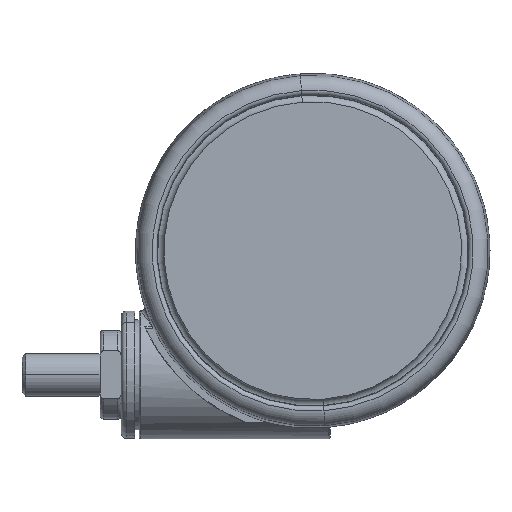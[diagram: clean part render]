
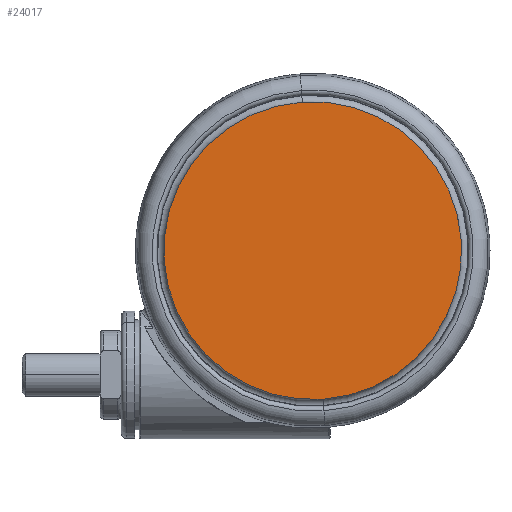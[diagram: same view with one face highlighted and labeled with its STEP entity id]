
A CAD part, left-side view. The second image highlights one B-rep face of the part: STEP entity #24017.
In plain terms, the highlighted face is planar.
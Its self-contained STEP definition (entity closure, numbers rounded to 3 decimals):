
#4065 = AXIS2_PLACEMENT_3D ( 'NONE', #26141, #62057, #26403 ) ;
#5158 = CARTESIAN_POINT ( 'NONE',  ( 0., 0., -65.2 ) ) ;
#9851 = CARTESIAN_POINT ( 'NONE',  ( 2.961, 41.895, -65.2 ) ) ;
#11177 = DIRECTION ( 'NONE',  ( 0.071, 0.998, 0. ) ) ;
#14891 = CARTESIAN_POINT ( 'NONE',  ( -2.961, -41.895, -65.2 ) ) ;
#18419 = CARTESIAN_POINT ( 'NONE',  ( 0., 0., -65.2 ) ) ;
#21863 = CIRCLE ( 'NONE', #74914, 42. ) ;
#24017 = ADVANCED_FACE ( 'NONE', ( #24524 ), #56055, .F. ) ;
#24094 = CIRCLE ( 'NONE', #68525, 42. ) ;
#24381 = DIRECTION ( 'NONE',  ( 0.071, 0.998, 0. ) ) ;
#24524 = FACE_OUTER_BOUND ( 'NONE', #60670, .T. ) ;
#26141 = CARTESIAN_POINT ( 'NONE',  ( 0., 0., -65.2 ) ) ;
#26403 = DIRECTION ( 'NONE',  ( -0.071, -0.998, 0. ) ) ;
#30224 = VERTEX_POINT ( 'NONE', #14891 ) ;
#45400 = ORIENTED_EDGE ( 'NONE', *, *, #71894, .T. ) ;
#46177 = EDGE_CURVE ( 'NONE', #30224, #55931, #21863, .T. ) ;
#46802 = DIRECTION ( 'NONE',  ( 0., 0., -1. ) ) ;
#55931 = VERTEX_POINT ( 'NONE', #9851 ) ;
#56055 = PLANE ( 'NONE',  #4065 ) ;
#60039 = DIRECTION ( 'NONE',  ( 0., 0., -1. ) ) ;
#60670 = EDGE_LOOP ( 'NONE', ( #45400, #76275 ) ) ;
#62057 = DIRECTION ( 'NONE',  ( 0., 0., 1. ) ) ;
#68525 = AXIS2_PLACEMENT_3D ( 'NONE', #18419, #60039, #24381 ) ;
#71894 = EDGE_CURVE ( 'NONE', #55931, #30224, #24094, .T. ) ;
#74914 = AXIS2_PLACEMENT_3D ( 'NONE', #5158, #46802, #11177 ) ;
#76275 = ORIENTED_EDGE ( 'NONE', *, *, #46177, .T. ) ;
